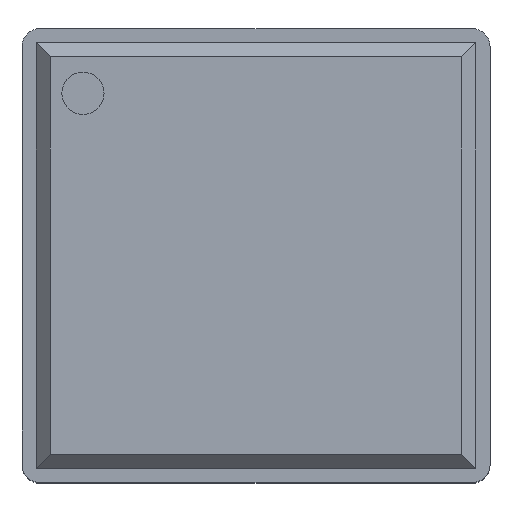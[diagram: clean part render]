
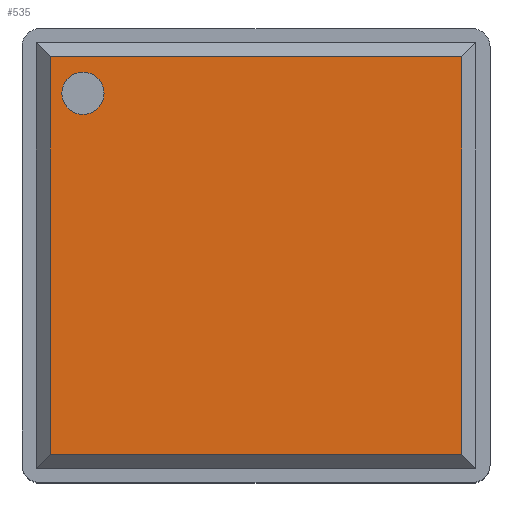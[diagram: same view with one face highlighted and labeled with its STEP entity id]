
A CAD part, top view. The second image highlights one B-rep face of the part: STEP entity #535.
In plain terms, the highlighted planar face has unit normal (0, 0, 1).
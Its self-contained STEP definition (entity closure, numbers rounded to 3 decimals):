
#19=FACE_BOUND('',#85,.T.);
#26=PLANE('',#586);
#51=FACE_OUTER_BOUND('',#84,.T.);
#84=EDGE_LOOP('',(#391,#392,#393,#394));
#85=EDGE_LOOP('',(#395));
#114=LINE('',#801,#171);
#119=LINE('',#811,#176);
#121=LINE('',#815,#178);
#124=LINE('',#820,#181);
#171=VECTOR('',#642,10.);
#176=VECTOR('',#649,10.);
#178=VECTOR('',#653,10.);
#181=VECTOR('',#658,10.);
#227=CIRCLE('',#579,0.3);
#245=VERTEX_POINT('',#792);
#247=VERTEX_POINT('',#799);
#248=VERTEX_POINT('',#800);
#252=VERTEX_POINT('',#810);
#253=VERTEX_POINT('',#814);
#295=EDGE_CURVE('',#245,#245,#227,.T.);
#298=EDGE_CURVE('',#247,#248,#114,.T.);
#303=EDGE_CURVE('',#248,#252,#119,.T.);
#305=EDGE_CURVE('',#253,#247,#121,.T.);
#308=EDGE_CURVE('',#252,#253,#124,.T.);
#391=ORIENTED_EDGE('',*,*,#298,.F.);
#392=ORIENTED_EDGE('',*,*,#305,.F.);
#393=ORIENTED_EDGE('',*,*,#308,.F.);
#394=ORIENTED_EDGE('',*,*,#303,.F.);
#395=ORIENTED_EDGE('',*,*,#295,.T.);
#535=ADVANCED_FACE('',(#51,#19),#26,.T.);
#579=AXIS2_PLACEMENT_3D('',#793,#633,#634);
#586=AXIS2_PLACEMENT_3D('',#822,#660,#661);
#633=DIRECTION('center_axis',(0.,0.,-1.));
#634=DIRECTION('ref_axis',(-1.,0.,0.));
#642=DIRECTION('',(0.,1.,0.));
#649=DIRECTION('',(1.,0.,0.));
#653=DIRECTION('',(-1.,0.,0.));
#658=DIRECTION('',(0.,-1.,0.));
#660=DIRECTION('center_axis',(0.,0.,1.));
#661=DIRECTION('ref_axis',(1.,0.,0.));
#792=CARTESIAN_POINT('',(-2.16,2.308,5.2));
#793=CARTESIAN_POINT('Origin',(-2.46,2.308,5.2));
#799=CARTESIAN_POINT('',(-2.925,-2.825,5.2));
#800=CARTESIAN_POINT('',(-2.925,2.825,5.2));
#801=CARTESIAN_POINT('',(-2.925,-1.513,5.2));
#810=CARTESIAN_POINT('',(2.925,2.825,5.2));
#811=CARTESIAN_POINT('',(-1.563,2.825,5.2));
#814=CARTESIAN_POINT('',(2.925,-2.825,5.2));
#815=CARTESIAN_POINT('',(1.563,-2.825,5.2));
#820=CARTESIAN_POINT('',(2.925,1.513,5.2));
#822=CARTESIAN_POINT('Origin',(0.,0.,5.2));
